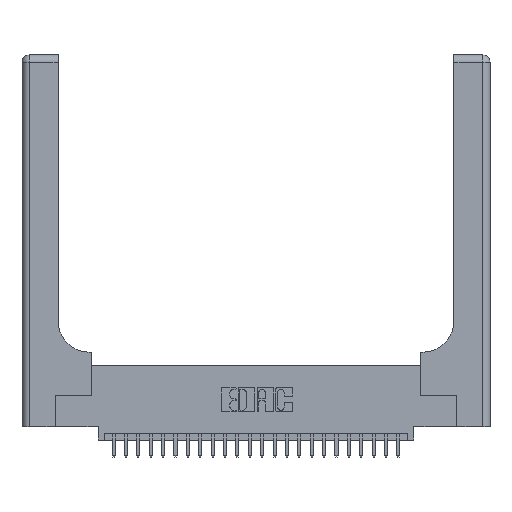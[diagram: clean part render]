
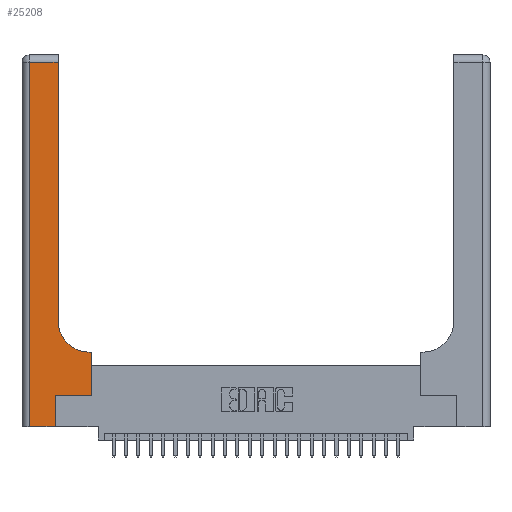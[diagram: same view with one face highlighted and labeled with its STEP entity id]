
A CAD part, top view. The second image highlights one B-rep face of the part: STEP entity #25208.
In plain terms, the highlighted planar face has unit normal (0, 0, 1).
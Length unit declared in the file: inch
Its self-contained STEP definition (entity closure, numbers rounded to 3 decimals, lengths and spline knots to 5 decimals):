
#174 = ORIENTED_EDGE ( 'NONE', *, *, #3545, .T. ) ;
#987 = DIRECTION ( 'NONE',  ( 1., 0., 0. ) ) ;
#2605 = CARTESIAN_POINT ( 'NONE',  ( 0.5415, 0.6, 0.37 ) ) ;
#2613 = CARTESIAN_POINT ( 'NONE',  ( 0.2915, 0.6, 0.37 ) ) ;
#2772 = DIRECTION ( 'NONE',  ( -1., 0., 0. ) ) ;
#3154 = CARTESIAN_POINT ( 'NONE',  ( 0.06, 0., 0.37 ) ) ;
#3229 = CARTESIAN_POINT ( 'NONE',  ( 0.269, 0., 0.37 ) ) ;
#3236 = EDGE_CURVE ( 'NONE', #20509, #19816, #11008, .T. ) ;
#3535 = LINE ( 'NONE', #20790, #21237 ) ;
#3545 = EDGE_CURVE ( 'NONE', #21537, #17636, #4915, .T. ) ;
#3656 = DIRECTION ( 'NONE',  ( 1., 0., 0. ) ) ;
#3862 = VECTOR ( 'NONE', #987, 39.37008 ) ;
#4915 = LINE ( 'NONE', #24100, #21318 ) ;
#5743 = ORIENTED_EDGE ( 'NONE', *, *, #3236, .T. ) ;
#6104 = ORIENTED_EDGE ( 'NONE', *, *, #21546, .T. ) ;
#6413 = ORIENTED_EDGE ( 'NONE', *, *, #6449, .T. ) ;
#6449 = EDGE_CURVE ( 'NONE', #8204, #15194, #21476, .T. ) ;
#7050 = CARTESIAN_POINT ( 'NONE',  ( 0.2915, 2.94, 0.37 ) ) ;
#7126 = LINE ( 'NONE', #20752, #3862 ) ;
#7215 = CARTESIAN_POINT ( 'NONE',  ( 0.2915, 0.85, 0.37 ) ) ;
#7234 = ORIENTED_EDGE ( 'NONE', *, *, #25499, .T. ) ;
#7941 = VECTOR ( 'NONE', #21852, 39.37008 ) ;
#8204 = VERTEX_POINT ( 'NONE', #23890 ) ;
#9170 = VECTOR ( 'NONE', #3656, 39.37008 ) ;
#11008 = LINE ( 'NONE', #3229, #13598 ) ;
#11634 = EDGE_CURVE ( 'NONE', #15298, #21537, #13675, .T. ) ;
#13093 = DIRECTION ( 'NONE',  ( 0., -1., 0. ) ) ;
#13408 = DIRECTION ( 'NONE',  ( 0., 0., -1. ) ) ;
#13598 = VECTOR ( 'NONE', #21752, 39.37008 ) ;
#13612 = CARTESIAN_POINT ( 'NONE',  ( 0.5585, 0.25, 0.37 ) ) ;
#13675 = LINE ( 'NONE', #14609, #26161 ) ;
#14420 = VERTEX_POINT ( 'NONE', #3154 ) ;
#14510 = EDGE_CURVE ( 'NONE', #14420, #20509, #7126, .T. ) ;
#14609 = CARTESIAN_POINT ( 'NONE',  ( 0.2915, 3., 0.37 ) ) ;
#14933 = LINE ( 'NONE', #16058, #9170 ) ;
#15106 = PLANE ( 'NONE',  #18611 ) ;
#15194 = VERTEX_POINT ( 'NONE', #2605 ) ;
#15298 = VERTEX_POINT ( 'NONE', #7215 ) ;
#15968 = LINE ( 'NONE', #13612, #7941 ) ;
#15984 = DIRECTION ( 'NONE',  ( 1., 0., 0. ) ) ;
#16008 = VECTOR ( 'NONE', #18289, 39.37008 ) ;
#16058 = CARTESIAN_POINT ( 'NONE',  ( 0.269, 0.25, 0.37 ) ) ;
#17046 = DIRECTION ( 'NONE',  ( 0., 1., 0. ) ) ;
#17059 = CARTESIAN_POINT ( 'NONE',  ( 0., 3., 0.37 ) ) ;
#17636 = VERTEX_POINT ( 'NONE', #22015 ) ;
#17860 = DIRECTION ( 'NONE',  ( 0., 0., -1. ) ) ;
#17943 = CIRCLE ( 'NONE', #21080, 0.25 ) ;
#18289 = DIRECTION ( 'NONE',  ( -1., 0., 0. ) ) ;
#18491 = EDGE_CURVE ( 'NONE', #17636, #14420, #3535, .T. ) ;
#18611 = AXIS2_PLACEMENT_3D ( 'NONE', #17059, #13408, #2772 ) ;
#18758 = ORIENTED_EDGE ( 'NONE', *, *, #20508, .T. ) ;
#19361 = CARTESIAN_POINT ( 'NONE',  ( 0.269, 0.25, 0.37 ) ) ;
#19816 = VERTEX_POINT ( 'NONE', #19361 ) ;
#20101 = CARTESIAN_POINT ( 'NONE',  ( 0.269, 0., 0.37 ) ) ;
#20276 = CARTESIAN_POINT ( 'NONE',  ( 0.5415, 0.85, 0.37 ) ) ;
#20508 = EDGE_CURVE ( 'NONE', #15194, #15298, #17943, .T. ) ;
#20509 = VERTEX_POINT ( 'NONE', #20101 ) ;
#20752 = CARTESIAN_POINT ( 'NONE',  ( 0., 0., 0.37 ) ) ;
#20790 = CARTESIAN_POINT ( 'NONE',  ( 0.06, 3., 0.37 ) ) ;
#21080 = AXIS2_PLACEMENT_3D ( 'NONE', #20276, #17860, #15984 ) ;
#21237 = VECTOR ( 'NONE', #13093, 39.37008 ) ;
#21318 = VECTOR ( 'NONE', #24271, 39.37008 ) ;
#21379 = ORIENTED_EDGE ( 'NONE', *, *, #18491, .T. ) ;
#21404 = VERTEX_POINT ( 'NONE', #25516 ) ;
#21476 = LINE ( 'NONE', #2613, #16008 ) ;
#21537 = VERTEX_POINT ( 'NONE', #7050 ) ;
#21546 = EDGE_CURVE ( 'NONE', #21404, #8204, #15968, .T. ) ;
#21551 = ORIENTED_EDGE ( 'NONE', *, *, #14510, .T. ) ;
#21752 = DIRECTION ( 'NONE',  ( 0., 1., 0. ) ) ;
#21852 = DIRECTION ( 'NONE',  ( 0., 1., 0. ) ) ;
#21880 = EDGE_LOOP ( 'NONE', ( #22537, #174, #21379, #21551, #5743, #7234, #6104, #6413, #18758 ) ) ;
#22015 = CARTESIAN_POINT ( 'NONE',  ( 0.06, 2.94, 0.37 ) ) ;
#22537 = ORIENTED_EDGE ( 'NONE', *, *, #11634, .T. ) ;
#23890 = CARTESIAN_POINT ( 'NONE',  ( 0.5585, 0.6, 0.37 ) ) ;
#24100 = CARTESIAN_POINT ( 'NONE',  ( 0., 2.94, 0.37 ) ) ;
#24271 = DIRECTION ( 'NONE',  ( -1., 0., 0. ) ) ;
#25208 = ADVANCED_FACE ( 'NONE', ( #25873 ), #15106, .F. ) ;
#25499 = EDGE_CURVE ( 'NONE', #19816, #21404, #14933, .T. ) ;
#25516 = CARTESIAN_POINT ( 'NONE',  ( 0.5585, 0.25, 0.37 ) ) ;
#25873 = FACE_OUTER_BOUND ( 'NONE', #21880, .T. ) ;
#26161 = VECTOR ( 'NONE', #17046, 39.37008 ) ;
